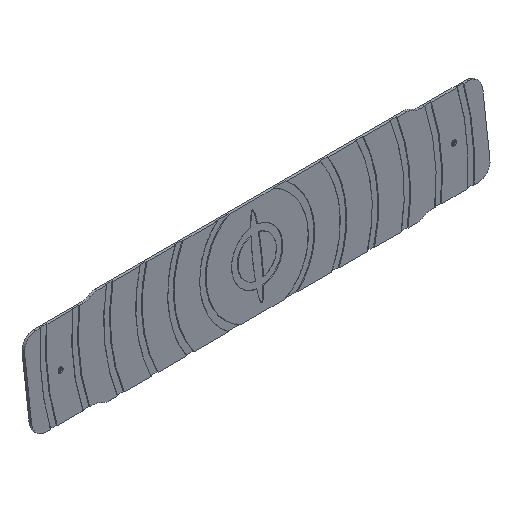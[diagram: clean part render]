
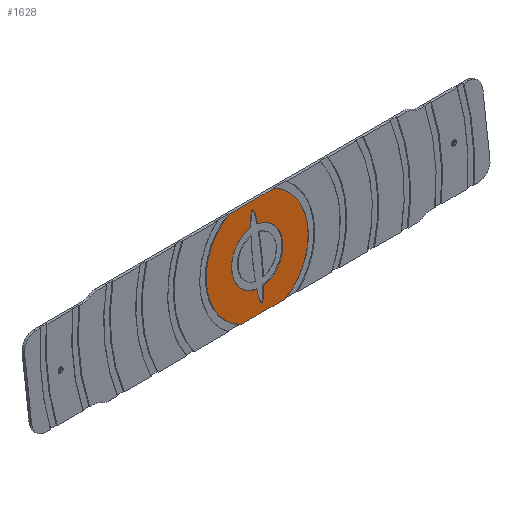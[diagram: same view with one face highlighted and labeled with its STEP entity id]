
A CAD part, isometric view. The second image highlights one B-rep face of the part: STEP entity #1628.
In plain terms, the highlighted planar face has unit normal (0, -0.993, 0.122).
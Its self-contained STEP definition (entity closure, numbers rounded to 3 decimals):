
#19=ELLIPSE('',#1796,30.,3.6);
#20=ELLIPSE('',#1798,30.,3.6);
#31=FACE_BOUND('',#237,.T.);
#69=PLANE('',#1795);
#145=FACE_OUTER_BOUND('',#236,.T.);
#236=EDGE_LOOP('',(#1446,#1447,#1448,#1449));
#237=EDGE_LOOP('',(#1450,#1451,#1452,#1453));
#262=CIRCLE('',#1654,40.);
#275=CIRCLE('',#1673,40.);
#336=CIRCLE('',#1797,20.);
#337=CIRCLE('',#1799,20.);
#397=LINE('',#2506,#541);
#436=LINE('',#2605,#580);
#541=VECTOR('',#1979,10.);
#580=VECTOR('',#2062,10.);
#643=VERTEX_POINT('',#2351);
#644=VERTEX_POINT('',#2353);
#666=VERTEX_POINT('',#2404);
#669=VERTEX_POINT('',#2409);
#776=VERTEX_POINT('',#2756);
#777=VERTEX_POINT('',#2757);
#778=VERTEX_POINT('',#2759);
#779=VERTEX_POINT('',#2761);
#803=EDGE_CURVE('',#644,#643,#262,.T.);
#829=EDGE_CURVE('',#666,#669,#275,.T.);
#877=EDGE_CURVE('',#669,#644,#397,.T.);
#932=EDGE_CURVE('',#643,#666,#436,.T.);
#1006=EDGE_CURVE('',#776,#777,#19,.T.);
#1007=EDGE_CURVE('',#777,#778,#336,.T.);
#1008=EDGE_CURVE('',#778,#779,#20,.T.);
#1009=EDGE_CURVE('',#779,#776,#337,.T.);
#1446=ORIENTED_EDGE('',*,*,#932,.T.);
#1447=ORIENTED_EDGE('',*,*,#829,.T.);
#1448=ORIENTED_EDGE('',*,*,#877,.T.);
#1449=ORIENTED_EDGE('',*,*,#803,.T.);
#1450=ORIENTED_EDGE('',*,*,#1006,.T.);
#1451=ORIENTED_EDGE('',*,*,#1007,.T.);
#1452=ORIENTED_EDGE('',*,*,#1008,.T.);
#1453=ORIENTED_EDGE('',*,*,#1009,.T.);
#1628=ADVANCED_FACE('',(#145,#31),#69,.F.);
#1654=AXIS2_PLACEMENT_3D('',#2354,#1847,#1848);
#1673=AXIS2_PLACEMENT_3D('',#2411,#1898,#1899);
#1795=AXIS2_PLACEMENT_3D('',#2755,#2258,#2259);
#1796=AXIS2_PLACEMENT_3D('',#2758,#2260,#2261);
#1797=AXIS2_PLACEMENT_3D('',#2760,#2262,#2263);
#1798=AXIS2_PLACEMENT_3D('',#2762,#2264,#2265);
#1799=AXIS2_PLACEMENT_3D('',#2763,#2266,#2267);
#1847=DIRECTION('center_axis',(0.,-0.993,0.122));
#1848=DIRECTION('ref_axis',(1.,0.,0.));
#1898=DIRECTION('center_axis',(0.,-0.993,0.122));
#1899=DIRECTION('ref_axis',(1.,0.,0.));
#1979=DIRECTION('',(-1.,0.,0.));
#2062=DIRECTION('',(1.,0.,0.));
#2258=DIRECTION('center_axis',(0.,0.993,-0.122));
#2259=DIRECTION('ref_axis',(0.,0.122,0.993));
#2260=DIRECTION('center_axis',(0.,0.993,-0.122));
#2261=DIRECTION('ref_axis',(0.,0.122,0.993));
#2262=DIRECTION('center_axis',(0.,0.993,-0.122));
#2263=DIRECTION('ref_axis',(1.,0.,0.));
#2264=DIRECTION('center_axis',(0.,0.993,-0.122));
#2265=DIRECTION('ref_axis',(0.,0.122,0.993));
#2266=DIRECTION('center_axis',(0.,0.993,-0.122));
#2267=DIRECTION('ref_axis',(1.,0.,0.));
#2351=CARTESIAN_POINT('',(177.54,-22.36,14.8));
#2353=CARTESIAN_POINT('',(177.54,-13.62,85.985));
#2354=CARTESIAN_POINT('Origin',(195.263,-17.99,50.392));
#2404=CARTESIAN_POINT('',(212.985,-22.36,14.8));
#2409=CARTESIAN_POINT('',(212.985,-13.62,85.985));
#2411=CARTESIAN_POINT('Origin',(195.263,-17.99,50.392));
#2506=CARTESIAN_POINT('',(204.022,-13.62,85.985));
#2605=CARTESIAN_POINT('',(186.503,-22.36,14.8));
#2755=CARTESIAN_POINT('Origin',(195.263,-17.99,50.392));
#2756=CARTESIAN_POINT('',(197.965,-20.405,30.723));
#2757=CARTESIAN_POINT('',(192.56,-20.405,30.723));
#2758=CARTESIAN_POINT('Origin',(195.263,-17.99,50.392));
#2759=CARTESIAN_POINT('',(192.56,-15.575,70.061));
#2760=CARTESIAN_POINT('Origin',(195.263,-17.99,50.392));
#2761=CARTESIAN_POINT('',(197.965,-15.575,70.061));
#2762=CARTESIAN_POINT('Origin',(195.263,-17.99,50.392));
#2763=CARTESIAN_POINT('Origin',(195.263,-17.99,50.392));
